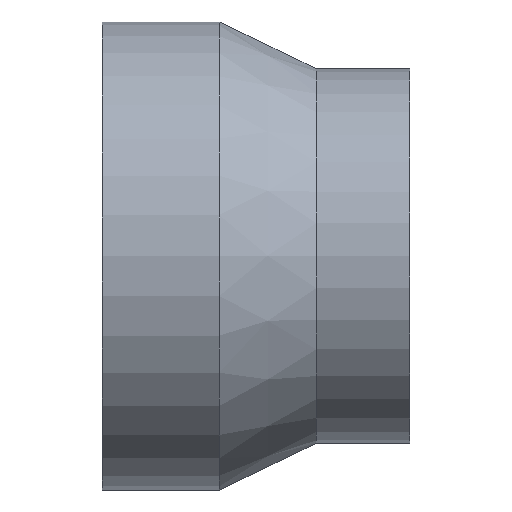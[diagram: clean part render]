
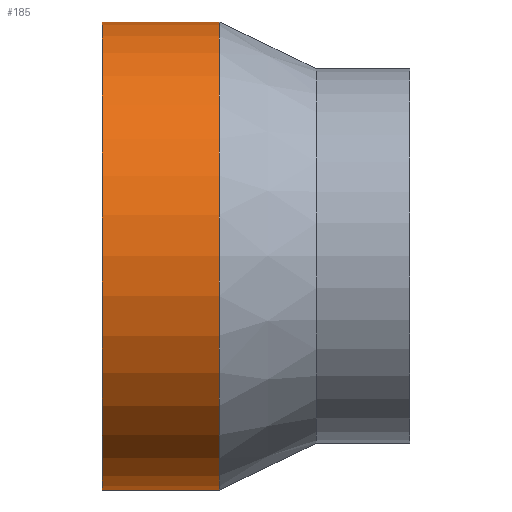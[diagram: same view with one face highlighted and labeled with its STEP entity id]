
A CAD part, top view. The second image highlights one B-rep face of the part: STEP entity #185.
In plain terms, the highlighted cylindrical face has radius 100 mm (diameter 200 mm), a partial arc.
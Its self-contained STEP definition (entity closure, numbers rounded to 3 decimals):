
#91 = EDGE_CURVE( '', #167, #137, #227, .T. );
#93 = EDGE_CURVE( '', #95, #141, #229, .T. );
#95 = VERTEX_POINT( '', #231 );
#137 = VERTEX_POINT( '', #275 );
#139 = EDGE_CURVE( '', #137, #95, #277, .T. );
#141 = VERTEX_POINT( '', #279 );
#143 = EDGE_CURVE( '', #167, #141, #281, .T. );
#167 = VERTEX_POINT( '', #307 );
#185 = ADVANCED_FACE( '', ( #332 ), #333, .T. );
#227 = LINE( '', #368, #369 );
#229 = LINE( '', #372, #373 );
#231 = CARTESIAN_POINT( '', ( 50., 100., 0. ) );
#275 = CARTESIAN_POINT( '', ( 50., -100., 0. ) );
#277 = CIRCLE( '', #436, 100. );
#279 = CARTESIAN_POINT( '', ( 0., 100., 0. ) );
#281 = CIRCLE( '', #441, 100. );
#307 = CARTESIAN_POINT( '', ( 0., -100., 0. ) );
#332 = FACE_OUTER_BOUND( '', #506, .T. );
#333 = CYLINDRICAL_SURFACE( '', #507, 100. );
#368 = CARTESIAN_POINT( '', ( 25., -100., 0. ) );
#369 = VECTOR( '', #546, 1. );
#372 = CARTESIAN_POINT( '', ( 25., 100., 0. ) );
#373 = VECTOR( '', #547, 1. );
#436 = AXIS2_PLACEMENT_3D( '', #595, #596, #597 );
#441 = AXIS2_PLACEMENT_3D( '', #598, #599, #600 );
#506 = EDGE_LOOP( '', ( #675, #676, #677, #678 ) );
#507 = AXIS2_PLACEMENT_3D( '', #679, #680, #681 );
#546 = DIRECTION( '', ( 1., 0., 0. ) );
#547 = DIRECTION( '', ( -1., 0., 0. ) );
#595 = CARTESIAN_POINT( '', ( 50., 0., 0. ) );
#596 = DIRECTION( '', ( -1., 0., 0. ) );
#597 = DIRECTION( '', ( 0., 1., 0. ) );
#598 = CARTESIAN_POINT( '', ( 0., 0., 0. ) );
#599 = DIRECTION( '', ( -1., 0., 0. ) );
#600 = DIRECTION( '', ( 0., 1., 0. ) );
#675 = ORIENTED_EDGE( '', *, *, #93, .T. );
#676 = ORIENTED_EDGE( '', *, *, #143, .F. );
#677 = ORIENTED_EDGE( '', *, *, #91, .T. );
#678 = ORIENTED_EDGE( '', *, *, #139, .T. );
#679 = CARTESIAN_POINT( '', ( 25., 0., 0. ) );
#680 = DIRECTION( '', ( 1., 0., 0. ) );
#681 = DIRECTION( '', ( 0., 1., 0. ) );
